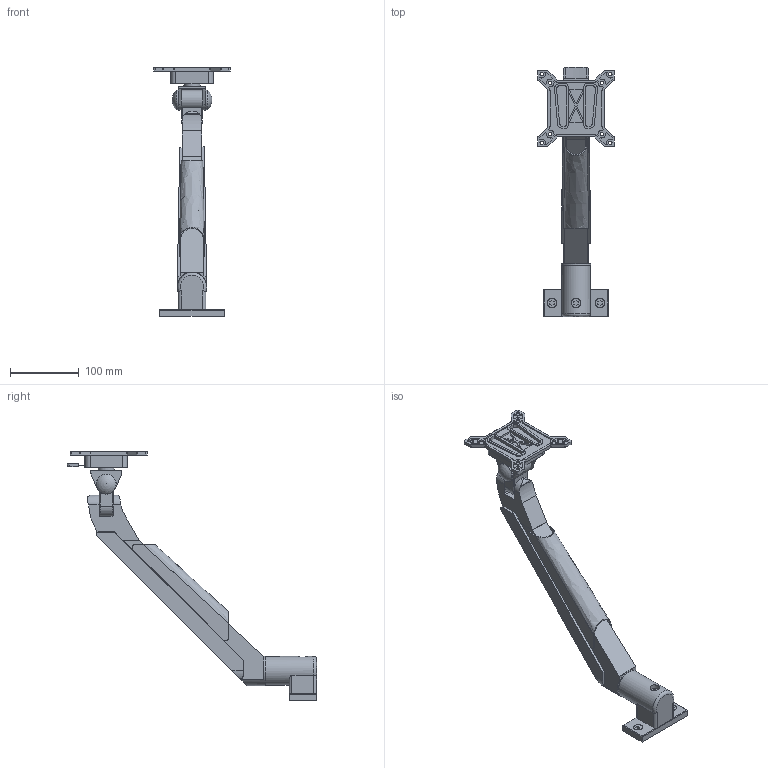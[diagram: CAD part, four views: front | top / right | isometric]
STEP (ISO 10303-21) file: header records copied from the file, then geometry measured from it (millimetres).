
FILE_DESCRIPTION(('STEP AP203'),'1');
FILE_NAME('ERGO00H2003.stp','2025-04-15T06:53:54',(' '),(' '),'Spatial InterOp 3D',' ',' ');
FILE_SCHEMA(('CONFIG_CONTROL_DESIGN'));
Length unit declared in the file: millimetre
Products named in the file (7): Support Ecran VESA 75/75 et 100/100, orientable 4 Axes; vesa; art2; art1; bras; art0; plaque
Assembly tree (6 placements, depth 2):
  Support Ecran VESA 75/75 et 100/100, orientable 4 Axes
    vesa
    art2
    art1
    bras
    art0
    plaque
Bounding box: 111.6 x 363.17 x 362.75 mm (x, y, z)
Volume: 865027.8 mm3; surface area: 170279.4 mm2
Topology: 6 solids, 7 shells, 401 faces, 1035 edges, 677 vertices
Faces by surface type: plane 243, cylinder 133, cone 12, torus 9, sphere 2, bspline 2
Full cylindrical faces by diameter (mm): 5 x8, 6.647 x1, 8.4 x1, 9 x2, 13.8 x6, 24 x2, 26 x1, 28 x6, 28.93 x1, 42 x1, 43 x1
Entity records: 12948 total; most frequent: CARTESIAN_POINT 2634, DIRECTION 2041, ORIENTED_EDGE 1948, EDGE_CURVE 974, AXIS2_PLACEMENT_3D 690, VERTEX_POINT 668, LINE 661, VECTOR 661
